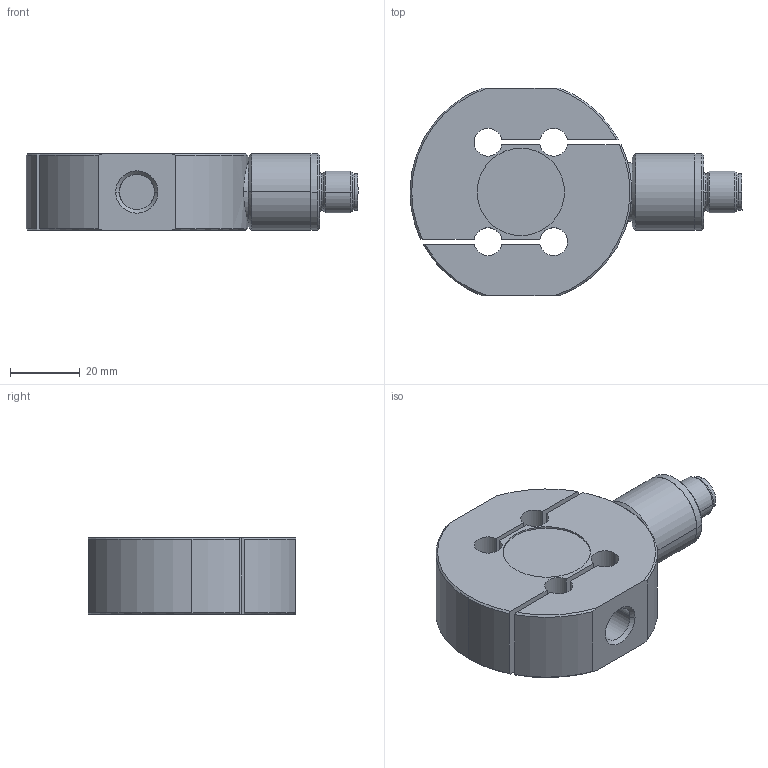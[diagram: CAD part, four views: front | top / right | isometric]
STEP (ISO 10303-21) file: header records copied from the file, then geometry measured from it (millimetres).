
FILE_DESCRIPTION(('STEP AP214'),'1');
FILE_NAME('TS-AMP_63 25kg to 500kg.stp','2016-03-15T07:54:56',(' '),(' '),'Spatial InterOp 3D',' ',' ');
FILE_SCHEMA(('automotive_design'));
Length unit declared in the file: millimetre
Products named in the file (5): TS-AMP_63 25kg to 500kg; Part1; Part2; Pin holder; Body
Assembly tree (4 placements, depth 2):
  TS-AMP_63 25kg to 500kg
    Part1
    Part2
    Pin holder
    Body
Bounding box: 95.1 x 59.5 x 22 mm (x, y, z)
Volume: 68086 mm3; surface area: 20358.4 mm2
Topology: 9 solids, 11 shells, 504 faces, 1288 edges, 858 vertices
Faces by surface type: plane 291, extrusion 96, cylinder 79, cone 24, torus 14
Entity records: 20386 total; most frequent: CARTESIAN_POINT 4346, ORIENTED_EDGE 2568, DIRECTION 2226, EDGE_CURVE 1288, VECTOR 944, VERTEX_POINT 858, LINE 848, AXIS2_PLACEMENT_3D 641
